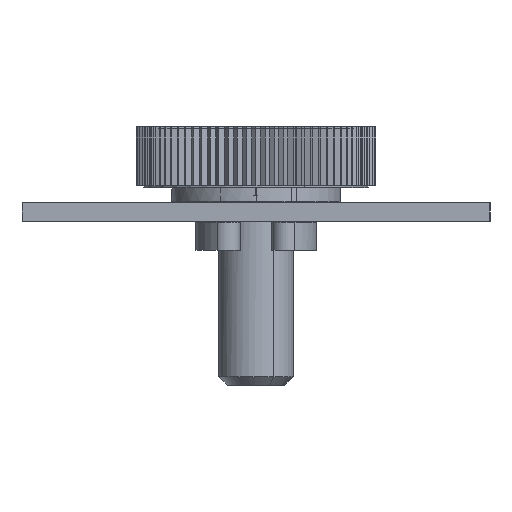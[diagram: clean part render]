
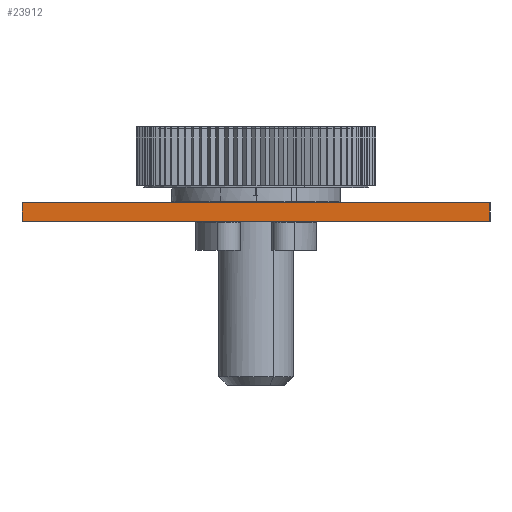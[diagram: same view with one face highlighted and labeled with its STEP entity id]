
A CAD part, left-side view. The second image highlights one B-rep face of the part: STEP entity #23912.
In plain terms, the highlighted planar face has unit normal (-1, 0, 0).
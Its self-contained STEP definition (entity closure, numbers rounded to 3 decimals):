
#22577=DIRECTION('',(0.,0.,-1.));
#22578=VECTOR('',#22577,2.);
#22579=CARTESIAN_POINT('',(-410.,25.,2.));
#22580=LINE('',#22579,#22578);
#22591=DIRECTION('',(0.,-1.,0.));
#22592=VECTOR('',#22591,50.);
#22593=CARTESIAN_POINT('',(-410.,25.,2.));
#22594=LINE('',#22593,#22592);
#22598=DIRECTION('',(0.,0.,-1.));
#22599=VECTOR('',#22598,2.);
#22600=CARTESIAN_POINT('',(-410.,-25.,2.));
#22601=LINE('',#22600,#22599);
#22633=DIRECTION('',(0.,-1.,0.));
#22634=VECTOR('',#22633,50.);
#22635=CARTESIAN_POINT('',(-410.,25.,0.));
#22636=LINE('',#22635,#22634);
#23508=CARTESIAN_POINT('',(-410.,25.,2.));
#23510=VERTEX_POINT('',#23508);
#23514=CARTESIAN_POINT('',(-410.,-25.,2.));
#23515=VERTEX_POINT('',#23514);
#23624=CARTESIAN_POINT('',(-410.,25.,0.));
#23625=VERTEX_POINT('',#23624);
#23628=CARTESIAN_POINT('',(-410.,-25.,0.));
#23629=VERTEX_POINT('',#23628);
#23899=CARTESIAN_POINT('',(-410.,-25.,2.));
#23900=DIRECTION('',(-1.,0.,0.));
#23901=DIRECTION('',(0.,0.,1.));
#23902=AXIS2_PLACEMENT_3D('',#23899,#23900,#23901);
#23903=PLANE('',#23902);
#23904=ORIENTED_EDGE('',*,*,#23747,.T.);
#23906=ORIENTED_EDGE('',*,*,#23905,.T.);
#23908=ORIENTED_EDGE('',*,*,#23907,.F.);
#23909=ORIENTED_EDGE('',*,*,#23883,.F.);
#23910=EDGE_LOOP('',(#23904,#23906,#23908,#23909));
#23911=FACE_OUTER_BOUND('',#23910,.F.);
#23747=EDGE_CURVE('',#23510,#23515,#22594,.T.);
#23883=EDGE_CURVE('',#23510,#23625,#22580,.T.);
#23905=EDGE_CURVE('',#23515,#23629,#22601,.T.);
#23907=EDGE_CURVE('',#23625,#23629,#22636,.T.);
#23912=ADVANCED_FACE('',(#23911),#23903,.T.);
